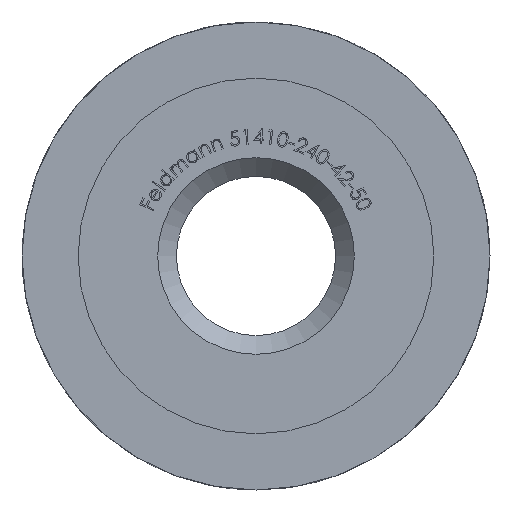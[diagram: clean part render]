
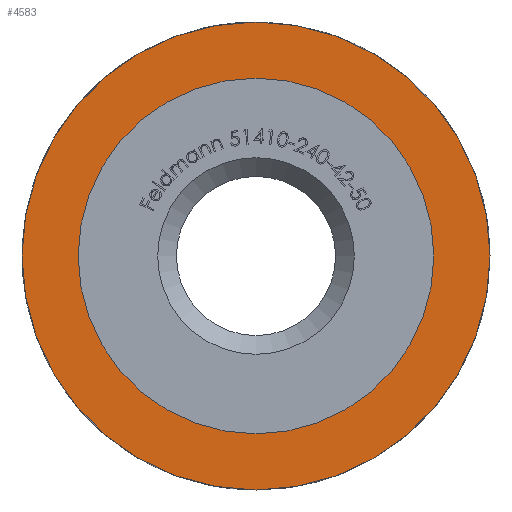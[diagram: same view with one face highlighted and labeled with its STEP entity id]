
A CAD part, front view. The second image highlights one B-rep face of the part: STEP entity #4583.
In plain terms, the highlighted planar face has unit normal (0, -1, 0).
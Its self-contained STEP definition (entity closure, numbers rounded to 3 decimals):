
#478 = VERTEX_POINT ( 'NONE', #5878 ) ;
#1156 = FACE_BOUND ( 'NONE', #12453, .T. ) ;
#1508 = DIRECTION ( 'NONE',  ( 0., 1., 0. ) ) ;
#2639 = DIRECTION ( 'NONE',  ( 0., 0., 1. ) ) ;
#3567 = DIRECTION ( 'NONE',  ( 0., 1., 0. ) ) ;
#4583 = ADVANCED_FACE ( 'NONE', ( #7301, #1156 ), #8265, .F. ) ;
#5394 = ORIENTED_EDGE ( 'NONE', *, *, #6503, .F. ) ;
#5878 = CARTESIAN_POINT ( 'NONE',  ( 0., 0., 12.5 ) ) ;
#6127 = CARTESIAN_POINT ( 'NONE',  ( 0., 0., 0. ) ) ;
#6503 = EDGE_CURVE ( 'NONE', #478, #478, #14657, .T. ) ;
#7301 = FACE_OUTER_BOUND ( 'NONE', #7559, .T. ) ;
#7559 = EDGE_LOOP ( 'NONE', ( #5394 ) ) ;
#8239 = DIRECTION ( 'NONE',  ( 0., 0., 1. ) ) ;
#8265 = PLANE ( 'NONE',  #11694 ) ;
#9165 = ORIENTED_EDGE ( 'NONE', *, *, #14230, .T. ) ;
#9463 = DIRECTION ( 'NONE',  ( 0., 1., 0. ) ) ;
#9982 = AXIS2_PLACEMENT_3D ( 'NONE', #10668, #9463, #8239 ) ;
#10492 = CARTESIAN_POINT ( 'NONE',  ( 0., 0., 0. ) ) ;
#10668 = CARTESIAN_POINT ( 'NONE',  ( 0., 0., 0. ) ) ;
#10734 = DIRECTION ( 'NONE',  ( 0., 0., 1. ) ) ;
#11295 = VERTEX_POINT ( 'NONE', #12755 ) ;
#11694 = AXIS2_PLACEMENT_3D ( 'NONE', #6127, #1508, #10734 ) ;
#12453 = EDGE_LOOP ( 'NONE', ( #9165 ) ) ;
#12716 = AXIS2_PLACEMENT_3D ( 'NONE', #10492, #3567, #2639 ) ;
#12755 = CARTESIAN_POINT ( 'NONE',  ( 0., 0., 9.5 ) ) ;
#13123 = CIRCLE ( 'NONE', #12716, 9.5 ) ;
#14230 = EDGE_CURVE ( 'NONE', #11295, #11295, #13123, .T. ) ;
#14657 = CIRCLE ( 'NONE', #9982, 12.5 ) ;
